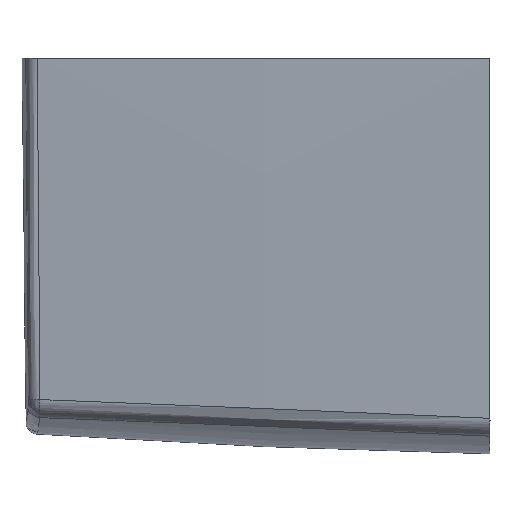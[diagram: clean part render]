
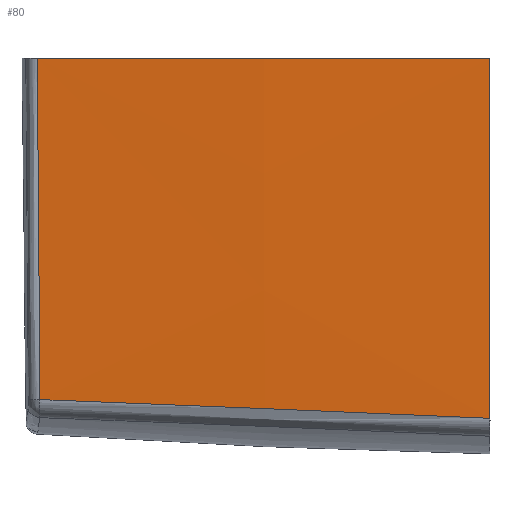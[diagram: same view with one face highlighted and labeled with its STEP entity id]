
A CAD part, front view. The second image highlights one B-rep face of the part: STEP entity #80.
In plain terms, the highlighted free-form (B-spline) face has degree [3, 3] with [4, 7] control points.
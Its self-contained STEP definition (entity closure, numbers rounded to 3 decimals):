
#42=(
BOUNDED_CURVE()
B_SPLINE_CURVE(3,(#1172,#1173,#1174,#1175,#1176,#1177),.UNSPECIFIED.,.F.,
 .F.)
B_SPLINE_CURVE_WITH_KNOTS((4,2,4),(0.,0.501,1.),.UNSPECIFIED.)
CURVE()
GEOMETRIC_REPRESENTATION_ITEM()
RATIONAL_B_SPLINE_CURVE((1.,1.,1.,1.,1.,1.))
REPRESENTATION_ITEM('')
);
#80=ADVANCED_FACE('',(#130),#108,.F.);
#108=B_SPLINE_SURFACE_WITH_KNOTS('',3,3,((#1178,#1179,#1180,#1181,#1182,
#1183,#1184),(#1185,#1186,#1187,#1188,#1189,#1190,#1191),(#1192,#1193,#1194,
#1195,#1196,#1197,#1198),(#1199,#1200,#1201,#1202,#1203,#1204,#1205)),.UNSPECIFIED.,
 .F.,.F.,.F.,(4,4),(4,1,1,1,4),(0.,1.),(0.,0.25,0.5,0.75,1.),.UNSPECIFIED.);
#130=FACE_OUTER_BOUND('',#160,.T.);
#160=EDGE_LOOP('',(#237,#238,#239,#240));
#237=ORIENTED_EDGE('',*,*,#416,.T.);
#238=ORIENTED_EDGE('',*,*,#429,.F.);
#239=ORIENTED_EDGE('',*,*,#425,.T.);
#240=ORIENTED_EDGE('',*,*,#407,.T.);
#346=VERTEX_POINT('',#872);
#347=VERTEX_POINT('',#880);
#354=VERTEX_POINT('',#945);
#359=VERTEX_POINT('',#1148);
#407=EDGE_CURVE('',#347,#346,#497,.T.);
#416=EDGE_CURVE('',#346,#354,#504,.T.);
#425=EDGE_CURVE('',#359,#347,#511,.T.);
#429=EDGE_CURVE('',#359,#354,#42,.T.);
#497=B_SPLINE_CURVE_WITH_KNOTS('',3,(#873,#874,#875,#876,#877,#878,#879),
 .UNSPECIFIED.,.F.,.F.,(4,1,1,1,4),(0.,0.25,0.5,0.75,1.),.UNSPECIFIED.);
#504=B_SPLINE_CURVE_WITH_KNOTS('',3,(#946,#947,#948,#949),.UNSPECIFIED.,
 .F.,.F.,(4,4),(0.,1.),.UNSPECIFIED.);
#511=B_SPLINE_CURVE_WITH_KNOTS('',3,(#1144,#1145,#1146,#1147),.UNSPECIFIED.,
 .F.,.F.,(4,4),(0.,1.),.UNSPECIFIED.);
#872=CARTESIAN_POINT('',(-92.998,-35.143,-0.055));
#873=CARTESIAN_POINT('',(-84.315,-35.143,-280.204));
#874=CARTESIAN_POINT('',(-85.674,-35.143,-256.884));
#875=CARTESIAN_POINT('',(-88.076,-35.143,-210.225));
#876=CARTESIAN_POINT('',(-90.724,-35.143,-140.194));
#877=CARTESIAN_POINT('',(-92.418,-35.143,-70.133));
#878=CARTESIAN_POINT('',(-92.911,-35.143,-23.415));
#879=CARTESIAN_POINT('',(-92.998,-35.143,-0.055));
#880=CARTESIAN_POINT('',(-84.315,-35.143,-280.204));
#945=CARTESIAN_POINT('',(-80.469,-257.999,-0.055));
#946=CARTESIAN_POINT('',(-92.998,-35.143,-0.055));
#947=CARTESIAN_POINT('',(-90.236,-106.527,-0.055));
#948=CARTESIAN_POINT('',(-86.059,-180.813,-0.055));
#949=CARTESIAN_POINT('',(-80.469,-257.999,-0.055));
#1144=CARTESIAN_POINT('',(-75.411,-246.426,-278.528));
#1145=CARTESIAN_POINT('',(-79.579,-176.045,-280.373));
#1146=CARTESIAN_POINT('',(-82.531,-105.594,-279.496));
#1147=CARTESIAN_POINT('',(-84.315,-35.143,-280.204));
#1148=CARTESIAN_POINT('',(-75.411,-246.426,-278.528));
#1172=CARTESIAN_POINT('',(-75.411,-246.426,-278.528));
#1173=CARTESIAN_POINT('',(-77.512,-248.288,-232.027));
#1174=CARTESIAN_POINT('',(-78.989,-250.111,-185.506));
#1175=CARTESIAN_POINT('',(-80.67,-253.945,-92.664));
#1176=CARTESIAN_POINT('',(-80.861,-255.952,-46.353));
#1177=CARTESIAN_POINT('',(-80.469,-257.999,-0.055));
#1178=CARTESIAN_POINT('',(-80.469,-257.999,-0.055));
#1179=CARTESIAN_POINT('',(-80.665,-256.973,-23.26));
#1180=CARTESIAN_POINT('',(-80.768,-254.941,-69.675));
#1181=CARTESIAN_POINT('',(-79.986,-251.994,-139.311));
#1182=CARTESIAN_POINT('',(-78.243,-249.193,-208.935));
#1183=CARTESIAN_POINT('',(-76.46,-247.355,-255.333));
#1184=CARTESIAN_POINT('',(-75.411,-246.426,-278.528));
#1185=CARTESIAN_POINT('',(-86.059,-180.813,-0.055));
#1186=CARTESIAN_POINT('',(-86.143,-180.374,-23.419));
#1187=CARTESIAN_POINT('',(-86.012,-179.511,-70.149));
#1188=CARTESIAN_POINT('',(-84.872,-178.283,-140.248));
#1189=CARTESIAN_POINT('',(-82.774,-177.153,-210.33));
#1190=CARTESIAN_POINT('',(-80.749,-176.419,-257.029));
#1191=CARTESIAN_POINT('',(-79.579,-176.045,-280.373));
#1192=CARTESIAN_POINT('',(-90.236,-106.527,-0.055));
#1193=CARTESIAN_POINT('',(-90.224,-106.429,-23.351));
#1194=CARTESIAN_POINT('',(-89.891,-106.239,-69.943));
#1195=CARTESIAN_POINT('',(-88.443,-105.988,-139.825));
#1196=CARTESIAN_POINT('',(-86.039,-105.785,-209.683));
#1197=CARTESIAN_POINT('',(-83.806,-105.66,-256.23));
#1198=CARTESIAN_POINT('',(-82.531,-105.594,-279.496));
#1199=CARTESIAN_POINT('',(-92.998,-35.143,-0.055));
#1200=CARTESIAN_POINT('',(-92.911,-35.143,-23.415));
#1201=CARTESIAN_POINT('',(-92.418,-35.143,-70.133));
#1202=CARTESIAN_POINT('',(-90.724,-35.143,-140.194));
#1203=CARTESIAN_POINT('',(-88.076,-35.143,-210.225));
#1204=CARTESIAN_POINT('',(-85.674,-35.143,-256.884));
#1205=CARTESIAN_POINT('',(-84.315,-35.143,-280.204));
